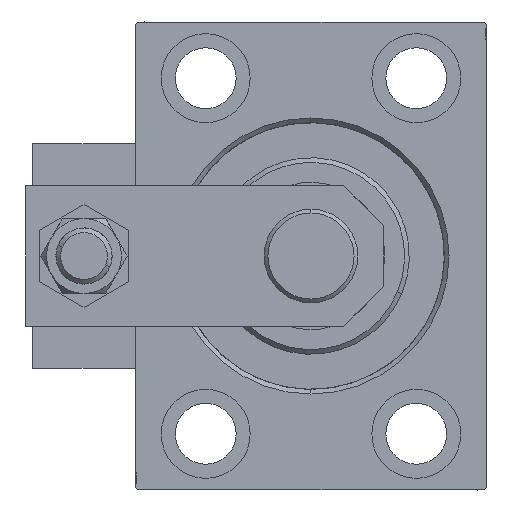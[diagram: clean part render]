
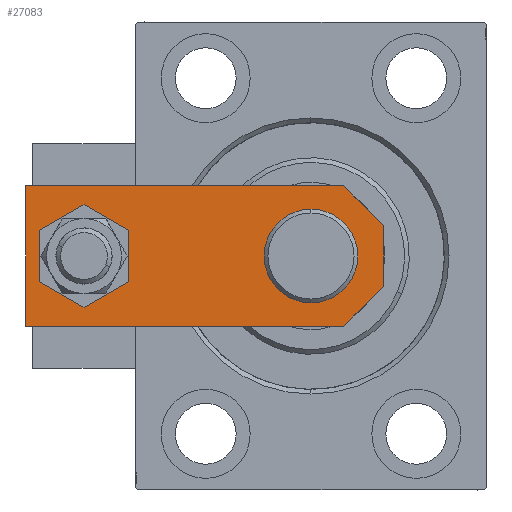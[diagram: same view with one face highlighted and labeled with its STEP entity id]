
A CAD part, left-side view. The second image highlights one B-rep face of the part: STEP entity #27083.
In plain terms, the highlighted face is planar.
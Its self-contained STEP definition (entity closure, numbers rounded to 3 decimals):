
#221 = CARTESIAN_POINT ( 'NONE',  ( 8.25, 15.5, 8. ) ) ;
#593 = DIRECTION ( 'NONE',  ( 0., 0., 1. ) ) ;
#3894 = DIRECTION ( 'NONE',  ( 1., 0., 0. ) ) ;
#3983 = VECTOR ( 'NONE', #49741, 1000. ) ;
#4033 = DIRECTION ( 'NONE',  ( 1., 0., 0. ) ) ;
#4373 = FACE_BOUND ( 'NONE', #24007, .T. ) ;
#5456 = DIRECTION ( 'NONE',  ( 1., 0., 0. ) ) ;
#5500 = AXIS2_PLACEMENT_3D ( 'NONE', #34742, #34990, #46830 ) ;
#6300 = EDGE_CURVE ( 'NONE', #28257, #22817, #23103, .T. ) ;
#6505 = CIRCLE ( 'NONE', #11328, 8.25 ) ;
#7736 = EDGE_LOOP ( 'NONE', ( #39913, #25545, #16000, #28691, #9994, #22125 ) ) ;
#7907 = DIRECTION ( 'NONE',  ( 0., -1., 0. ) ) ;
#8558 = VECTOR ( 'NONE', #5456, 1000. ) ;
#8813 = VECTOR ( 'NONE', #28761, 1000. ) ;
#9994 = ORIENTED_EDGE ( 'NONE', *, *, #37507, .T. ) ;
#11328 = AXIS2_PLACEMENT_3D ( 'NONE', #30101, #42435, #3894 ) ;
#11452 = CARTESIAN_POINT ( 'NONE',  ( 6.5, 0., 8. ) ) ;
#11691 = CARTESIAN_POINT ( 'NONE',  ( -15., 76.5, 8. ) ) ;
#12194 = FACE_OUTER_BOUND ( 'NONE', #7736, .T. ) ;
#12332 = ORIENTED_EDGE ( 'NONE', *, *, #44905, .F. ) ;
#12589 = EDGE_CURVE ( 'NONE', #22817, #26824, #20763, .T. ) ;
#13904 = LINE ( 'NONE', #41091, #8813 ) ;
#14175 = AXIS2_PLACEMENT_3D ( 'NONE', #35112, #593, #46701 ) ;
#15062 = EDGE_CURVE ( 'NONE', #19262, #28593, #20782, .T. ) ;
#15883 = CARTESIAN_POINT ( 'NONE',  ( 0., 64., 8. ) ) ;
#16000 = ORIENTED_EDGE ( 'NONE', *, *, #6300, .T. ) ;
#17006 = VERTEX_POINT ( 'NONE', #25220 ) ;
#17076 = ORIENTED_EDGE ( 'NONE', *, *, #40171, .F. ) ;
#17393 = DIRECTION ( 'NONE',  ( 0.707, -0.707, 0. ) ) ;
#17487 = CARTESIAN_POINT ( 'NONE',  ( 3.25, -3.25, 8. ) ) ;
#17640 = CARTESIAN_POINT ( 'NONE',  ( -3.25, -3.25, 8. ) ) ;
#18841 = EDGE_CURVE ( 'NONE', #24678, #45337, #38145, .T. ) ;
#19262 = VERTEX_POINT ( 'NONE', #36553 ) ;
#19538 = DIRECTION ( 'NONE',  ( 0., 0., 1. ) ) ;
#19726 = PLANE ( 'NONE',  #14175 ) ;
#19944 = CARTESIAN_POINT ( 'NONE',  ( -8.25, 15.5, 8. ) ) ;
#19976 = CARTESIAN_POINT ( 'NONE',  ( -15., 76.5, 8. ) ) ;
#19995 = CARTESIAN_POINT ( 'NONE',  ( 15., 76.5, 8. ) ) ;
#20763 = LINE ( 'NONE', #17487, #36780 ) ;
#20782 = CIRCLE ( 'NONE', #5500, 7. ) ;
#22125 = ORIENTED_EDGE ( 'NONE', *, *, #18841, .T. ) ;
#22817 = VERTEX_POINT ( 'NONE', #11452 ) ;
#23077 = CARTESIAN_POINT ( 'NONE',  ( 0., 15.5, 8. ) ) ;
#23103 = LINE ( 'NONE', #23610, #8558 ) ;
#23610 = CARTESIAN_POINT ( 'NONE',  ( -15., 0., 8. ) ) ;
#24007 = EDGE_LOOP ( 'NONE', ( #17076, #12332 ) ) ;
#24678 = VERTEX_POINT ( 'NONE', #46641 ) ;
#25220 = CARTESIAN_POINT ( 'NONE',  ( -15., 8.5, 8. ) ) ;
#25309 = EDGE_CURVE ( 'NONE', #45337, #17006, #26805, .T. ) ;
#25545 = ORIENTED_EDGE ( 'NONE', *, *, #40841, .T. ) ;
#26746 = AXIS2_PLACEMENT_3D ( 'NONE', #23077, #19538, #27358 ) ;
#26805 = LINE ( 'NONE', #11691, #39886 ) ;
#26824 = VERTEX_POINT ( 'NONE', #37150 ) ;
#27083 = ADVANCED_FACE ( 'NONE', ( #38882, #12194, #4373 ), #19726, .T. ) ;
#27198 = CARTESIAN_POINT ( 'NONE',  ( -7., 64., 8. ) ) ;
#27358 = DIRECTION ( 'NONE',  ( 1., 0., 0. ) ) ;
#28257 = VERTEX_POINT ( 'NONE', #38092 ) ;
#28593 = VERTEX_POINT ( 'NONE', #27198 ) ;
#28691 = ORIENTED_EDGE ( 'NONE', *, *, #12589, .T. ) ;
#28761 = DIRECTION ( 'NONE',  ( 0., 1., 0. ) ) ;
#29066 = DIRECTION ( 'NONE',  ( 0.707, 0.707, 0. ) ) ;
#30101 = CARTESIAN_POINT ( 'NONE',  ( 0., 15.5, 8. ) ) ;
#31043 = VERTEX_POINT ( 'NONE', #221 ) ;
#31242 = DIRECTION ( 'NONE',  ( 0., 0., 1. ) ) ;
#33215 = ORIENTED_EDGE ( 'NONE', *, *, #15062, .F. ) ;
#33229 = VERTEX_POINT ( 'NONE', #19944 ) ;
#34324 = EDGE_CURVE ( 'NONE', #28593, #19262, #42466, .T. ) ;
#34623 = VECTOR ( 'NONE', #17393, 1000. ) ;
#34742 = CARTESIAN_POINT ( 'NONE',  ( 0., 64., 8. ) ) ;
#34805 = CIRCLE ( 'NONE', #26746, 8.25 ) ;
#34990 = DIRECTION ( 'NONE',  ( 0., 0., 1. ) ) ;
#35112 = CARTESIAN_POINT ( 'NONE',  ( 0., 0., 8. ) ) ;
#36553 = CARTESIAN_POINT ( 'NONE',  ( 7., 64., 8. ) ) ;
#36780 = VECTOR ( 'NONE', #29066, 1000. ) ;
#37150 = CARTESIAN_POINT ( 'NONE',  ( 15., 8.5, 8. ) ) ;
#37507 = EDGE_CURVE ( 'NONE', #26824, #24678, #13904, .T. ) ;
#38092 = CARTESIAN_POINT ( 'NONE',  ( -6.5, 0., 8. ) ) ;
#38145 = LINE ( 'NONE', #19995, #3983 ) ;
#38882 = FACE_BOUND ( 'NONE', #45737, .T. ) ;
#39886 = VECTOR ( 'NONE', #7907, 1000. ) ;
#39913 = ORIENTED_EDGE ( 'NONE', *, *, #25309, .T. ) ;
#40171 = EDGE_CURVE ( 'NONE', #33229, #31043, #6505, .T. ) ;
#40841 = EDGE_CURVE ( 'NONE', #17006, #28257, #43859, .T. ) ;
#41091 = CARTESIAN_POINT ( 'NONE',  ( 15., 0., 8. ) ) ;
#42435 = DIRECTION ( 'NONE',  ( 0., 0., 1. ) ) ;
#42466 = CIRCLE ( 'NONE', #48128, 7. ) ;
#43568 = ORIENTED_EDGE ( 'NONE', *, *, #34324, .F. ) ;
#43859 = LINE ( 'NONE', #17640, #34623 ) ;
#44905 = EDGE_CURVE ( 'NONE', #31043, #33229, #34805, .T. ) ;
#45337 = VERTEX_POINT ( 'NONE', #19976 ) ;
#45737 = EDGE_LOOP ( 'NONE', ( #43568, #33215 ) ) ;
#46641 = CARTESIAN_POINT ( 'NONE',  ( 15., 76.5, 8. ) ) ;
#46701 = DIRECTION ( 'NONE',  ( 1., 0., 0. ) ) ;
#46830 = DIRECTION ( 'NONE',  ( 1., 0., 0. ) ) ;
#48128 = AXIS2_PLACEMENT_3D ( 'NONE', #15883, #31242, #4033 ) ;
#49741 = DIRECTION ( 'NONE',  ( -1., 0., 0. ) ) ;
